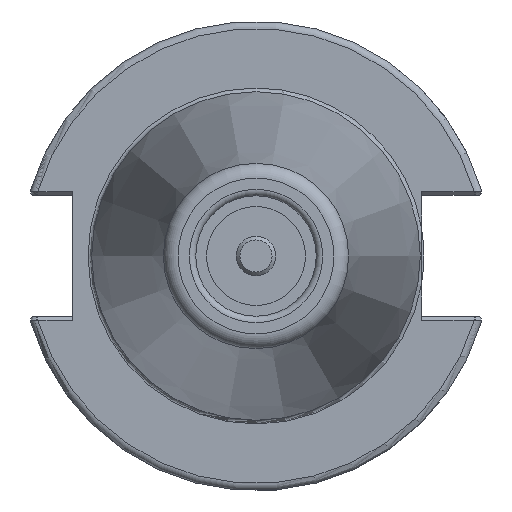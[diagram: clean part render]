
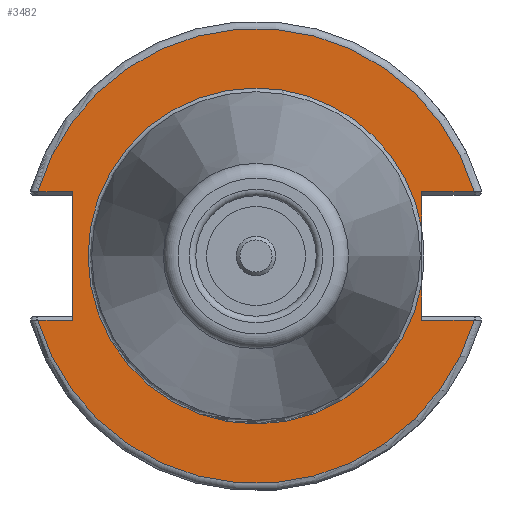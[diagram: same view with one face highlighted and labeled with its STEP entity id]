
A CAD part, left-side view. The second image highlights one B-rep face of the part: STEP entity #3482.
In plain terms, the highlighted planar face has unit normal (-1, 0, 0).
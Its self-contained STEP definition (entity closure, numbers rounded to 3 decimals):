
#226=CIRCLE('',#3773,30.775);
#227=CIRCLE('',#3775,22.725);
#228=CIRCLE('',#3776,22.725);
#229=CIRCLE('',#3777,30.775);
#372=FACE_OUTER_BOUND('',#592,.T.);
#592=EDGE_LOOP('',(#2481,#2482,#2483,#2484,#2485,#2486,#2487,#2488,#2489,
#2490,#2491));
#824=LINE('',#5384,#1122);
#826=LINE('',#5452,#1124);
#827=LINE('',#5458,#1125);
#828=LINE('',#5460,#1126);
#829=LINE('',#5464,#1127);
#830=LINE('',#5466,#1128);
#831=LINE('',#5467,#1129);
#1122=VECTOR('',#4270,10.);
#1124=VECTOR('',#4288,10.);
#1125=VECTOR('',#4293,10.);
#1126=VECTOR('',#4294,10.);
#1127=VECTOR('',#4297,10.);
#1128=VECTOR('',#4298,10.);
#1129=VECTOR('',#4299,10.);
#1473=VERTEX_POINT('',#5377);
#1476=VERTEX_POINT('',#5382);
#1482=VERTEX_POINT('',#5430);
#1484=VERTEX_POINT('',#5451);
#1485=VERTEX_POINT('',#5453);
#1486=VERTEX_POINT('',#5455);
#1487=VERTEX_POINT('',#5457);
#1488=VERTEX_POINT('',#5459);
#1489=VERTEX_POINT('',#5461);
#1490=VERTEX_POINT('',#5463);
#1491=VERTEX_POINT('',#5465);
#1843=EDGE_CURVE('',#1476,#1473,#824,.T.);
#1853=EDGE_CURVE('',#1473,#1482,#226,.T.);
#1856=EDGE_CURVE('',#1476,#1484,#826,.T.);
#1857=EDGE_CURVE('',#1484,#1485,#227,.T.);
#1858=EDGE_CURVE('',#1485,#1486,#228,.T.);
#1859=EDGE_CURVE('',#1486,#1487,#827,.T.);
#1860=EDGE_CURVE('',#1488,#1487,#828,.T.);
#1861=EDGE_CURVE('',#1489,#1488,#229,.T.);
#1862=EDGE_CURVE('',#1490,#1489,#829,.T.);
#1863=EDGE_CURVE('',#1490,#1491,#830,.T.);
#1864=EDGE_CURVE('',#1482,#1491,#831,.T.);
#2481=ORIENTED_EDGE('',*,*,#1843,.F.);
#2482=ORIENTED_EDGE('',*,*,#1856,.T.);
#2483=ORIENTED_EDGE('',*,*,#1857,.T.);
#2484=ORIENTED_EDGE('',*,*,#1858,.T.);
#2485=ORIENTED_EDGE('',*,*,#1859,.T.);
#2486=ORIENTED_EDGE('',*,*,#1860,.F.);
#2487=ORIENTED_EDGE('',*,*,#1861,.F.);
#2488=ORIENTED_EDGE('',*,*,#1862,.F.);
#2489=ORIENTED_EDGE('',*,*,#1863,.T.);
#2490=ORIENTED_EDGE('',*,*,#1864,.F.);
#2491=ORIENTED_EDGE('',*,*,#1853,.F.);
#3328=PLANE('',#3774);
#3482=ADVANCED_FACE('',(#372),#3328,.T.);
#3773=AXIS2_PLACEMENT_3D('',#5431,#4284,#4285);
#3774=AXIS2_PLACEMENT_3D('',#5450,#4286,#4287);
#3775=AXIS2_PLACEMENT_3D('',#5454,#4289,#4290);
#3776=AXIS2_PLACEMENT_3D('',#5456,#4291,#4292);
#3777=AXIS2_PLACEMENT_3D('',#5462,#4295,#4296);
#4270=DIRECTION('',(0.,-1.,0.));
#4284=DIRECTION('center_axis',(1.,0.,0.));
#4285=DIRECTION('ref_axis',(0.,0.,-1.));
#4286=DIRECTION('center_axis',(-1.,0.,0.));
#4287=DIRECTION('ref_axis',(0.,0.,1.));
#4288=DIRECTION('',(0.,0.,1.));
#4289=DIRECTION('center_axis',(1.,0.,0.));
#4290=DIRECTION('ref_axis',(0.,0.,-1.));
#4291=DIRECTION('center_axis',(1.,0.,0.));
#4292=DIRECTION('ref_axis',(0.,0.,-1.));
#4293=DIRECTION('',(0.,0.,1.));
#4294=DIRECTION('',(0.,1.,0.));
#4295=DIRECTION('center_axis',(1.,0.,0.));
#4296=DIRECTION('ref_axis',(0.,0.,-1.));
#4297=DIRECTION('',(0.,1.,0.));
#4298=DIRECTION('',(0.,0.,-1.));
#4299=DIRECTION('',(0.,-1.,0.));
#5377=CARTESIAN_POINT('',(0.995,-29.523,-8.69));
#5382=CARTESIAN_POINT('',(0.995,-22.41,-8.69));
#5384=CARTESIAN_POINT('',(0.995,-4.878,-8.69));
#5430=CARTESIAN_POINT('',(0.995,29.523,-8.69));
#5431=CARTESIAN_POINT('Origin',(0.995,0.,
0.));
#5450=CARTESIAN_POINT('Origin',(0.995,30.775,0.));
#5451=CARTESIAN_POINT('',(0.995,-22.41,-3.771));
#5452=CARTESIAN_POINT('',(0.995,-22.41,-4.095));
#5453=CARTESIAN_POINT('',(0.995,0.,22.725));
#5454=CARTESIAN_POINT('Origin',(0.995,0.,
0.));
#5455=CARTESIAN_POINT('',(0.995,-22.41,3.771));
#5456=CARTESIAN_POINT('Origin',(0.995,0.,
0.));
#5457=CARTESIAN_POINT('',(0.995,-22.41,8.69));
#5458=CARTESIAN_POINT('',(0.995,-22.41,-4.095));
#5459=CARTESIAN_POINT('',(0.995,-29.523,8.69));
#5460=CARTESIAN_POINT('',(0.995,4.182,8.69));
#5461=CARTESIAN_POINT('',(0.995,29.523,8.69));
#5462=CARTESIAN_POINT('Origin',(0.995,0.,
0.));
#5463=CARTESIAN_POINT('',(0.995,24.8,8.69));
#5464=CARTESIAN_POINT('',(0.995,32.958,8.69));
#5465=CARTESIAN_POINT('',(0.995,24.8,-8.69));
#5466=CARTESIAN_POINT('',(0.995,24.8,4.095));
#5467=CARTESIAN_POINT('',(0.995,27.788,-8.69));
